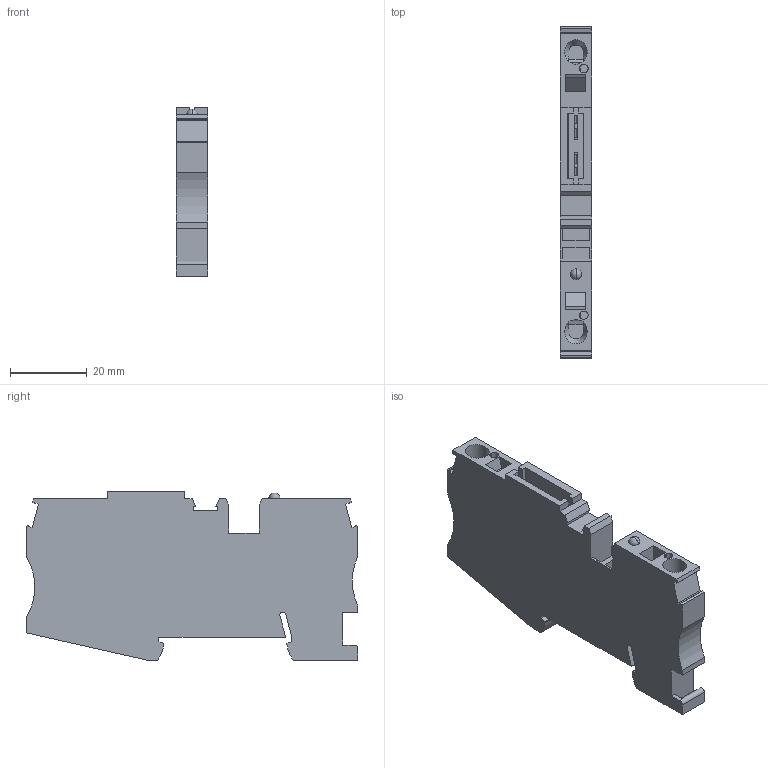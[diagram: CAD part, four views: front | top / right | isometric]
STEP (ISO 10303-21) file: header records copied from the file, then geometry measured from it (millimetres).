
FILE_DESCRIPTION(('Creo Elements/Direct Modeling STEP Export'),'2;1');
FILE_NAME('model.stp','2018-07-02T16:45:03',(''),(''),'Creo Elements/Direct Modeling STEP processor for AP214 (Solid Model)','Creo Elements/Direct Modeling 18.1I 14-Aug-2016 (C) Parametric Technology GmbH','');
FILE_SCHEMA(('AUTOMOTIVE_DESIGN { 1 0 10303 214 1 1 1 1 }'));
Length unit declared in the file: millimetre
Products named in the file (2): ST-4-FSI_C-RD-Select
Assembly tree (1 placements, depth 2):
  ST-4-FSI_C-RD-Select
    ST-4-FSI_C-RD-Select
Bounding box: 8.15 x 86.5 x 44.05 mm (x, y, z)
Volume: 23333.3 mm3; surface area: 11173.2 mm2
Topology: 1 solids, 1 shells, 209 faces, 567 edges, 373 vertices
Faces by surface type: plane 174, cylinder 27, cone 6, sphere 2
Entity records: 8770 total; most frequent: CARTESIAN_POINT 1884, ORIENTED_EDGE 1130, DIRECTION 988, EDGE_CURVE 565, VECTOR 466, LINE 466, VERTEX_POINT 373, AXIS2_PLACEMENT_3D 261
